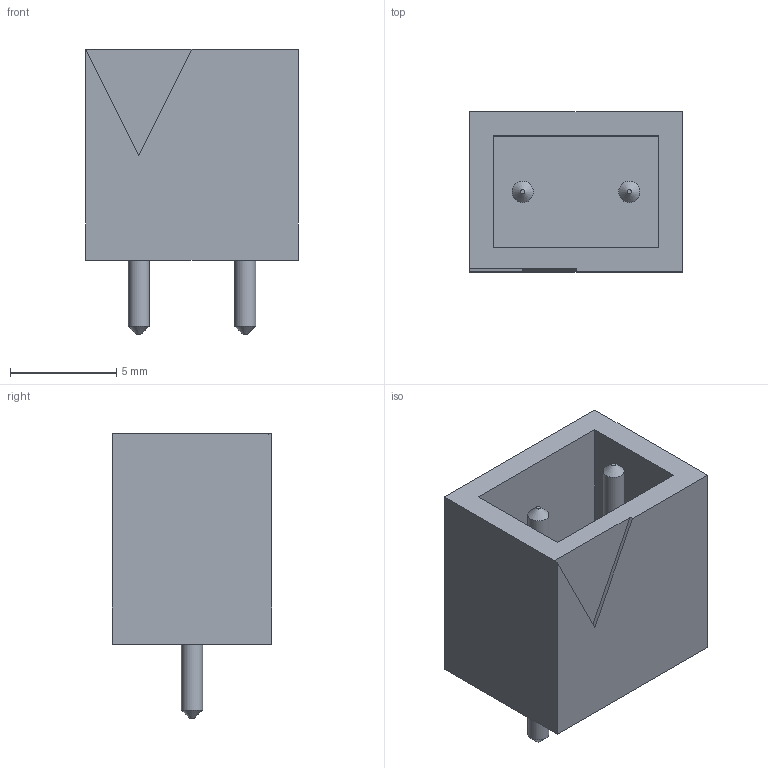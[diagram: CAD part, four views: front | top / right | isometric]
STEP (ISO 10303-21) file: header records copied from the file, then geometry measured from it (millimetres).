
FILE_DESCRIPTION(('FreeCAD Model'),'2;1');
FILE_NAME('305843.2.1.stp','2020-07-17T12:17:17',( 'Author'),(''),'Open CASCADE STEP processor 6.9','FreeCAD','Unknown' );
FILE_SCHEMA(('AUTOMOTIVE_DESIGN { 1 0 10303 214 1 1 1 1 }'));
Length unit declared in the file: millimetre
Products named in the file (3): ASSEMBLY; Body; LeadsArray
Assembly tree (2 placements, depth 2):
  ASSEMBLY
    Body
    LeadsArray
Bounding box: 10 x 7.5 x 13.4 mm (x, y, z)
Volume: 499 mm3; surface area: 748.4 mm2
Topology: 3 solids, 3 shells, 24 faces, 46 edges, 29 vertices
Faces by surface type: plane 18, cone 4, cylinder 2
Full cylindrical faces by diameter (mm): 1 x2
Entity records: 1261 total; most frequent: CARTESIAN_POINT 202, DIRECTION 192, LINE 118, VECTOR 118, ORIENTED_EDGE 92, PCURVE 92, DEFINITIONAL_REPRESENTATION 92, EDGE_CURVE 46
